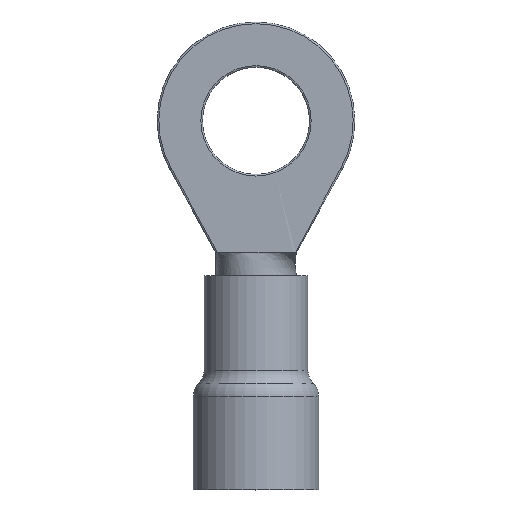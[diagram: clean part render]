
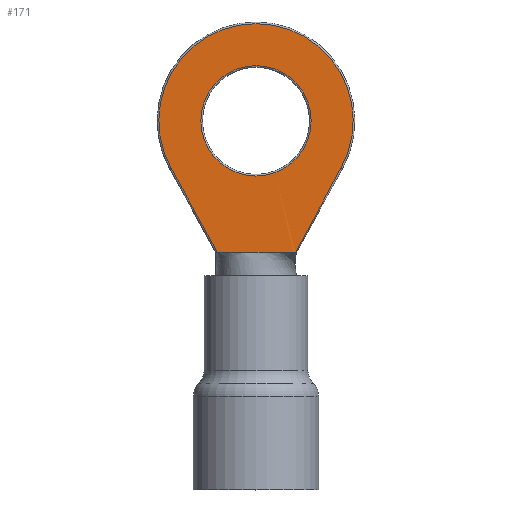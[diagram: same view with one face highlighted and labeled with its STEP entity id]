
A CAD part, top view. The second image highlights one B-rep face of the part: STEP entity #171.
In plain terms, the highlighted planar face has unit normal (0, 0, 1).
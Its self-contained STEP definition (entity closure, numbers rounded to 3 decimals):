
#171=ADVANCED_FACE('',(#1126,#1128),#1130,.T.);
#1126=FACE_BOUND('',#1127,.T.);
#1127=EDGE_LOOP('',(#1419,#1420,#1421,#1422,#1423));
#1128=FACE_BOUND('',#1129,.T.);
#1129=EDGE_LOOP('',(#1424));
#1130=PLANE('',#1131);
#1131=AXIS2_PLACEMENT_3D('',#1132,#1133,#1134);
#1132=CARTESIAN_POINT('',(0.,0.,0.5));
#1133=DIRECTION('',(0.,0.,1.));
#1134=DIRECTION('',(1.,0.,0.));
#1419=ORIENTED_EDGE('',*,*,#1517,.F.);
#1420=ORIENTED_EDGE('',*,*,#1550,.T.);
#1421=ORIENTED_EDGE('',*,*,#1551,.T.);
#1422=ORIENTED_EDGE('',*,*,#1552,.T.);
#1423=ORIENTED_EDGE('',*,*,#1520,.F.);
#1424=ORIENTED_EDGE('',*,*,#1553,.T.);
#1517=EDGE_CURVE('',#1609,#1611,#1612,.F.);
#1520=EDGE_CURVE('',#1611,#1616,#1617,.T.);
#1550=EDGE_CURVE('',#1609,#1664,#1666,.T.);
#1551=EDGE_CURVE('',#1664,#1667,#1668,.T.);
#1552=EDGE_CURVE('',#1667,#1616,#1669,.T.);
#1553=EDGE_CURVE('',#1670,#1670,#1671,.F.);
#1609=VERTEX_POINT('',#2693);
#1611=VERTEX_POINT('',#2726);
#1612=LINE('',#2727,#2728);
#1616=VERTEX_POINT('',#2738);
#1617=LINE('',#2739,#2740);
#1664=VERTEX_POINT('',#3090);
#1666=LINE('',#3095,#3096);
#1667=VERTEX_POINT('',#3098);
#1668=CIRCLE('',#3099,5.9);
#1669=LINE('',#3103,#3104);
#1670=VERTEX_POINT('',#3106);
#1671=CIRCLE('',#3107,3.35);
#2693=CARTESIAN_POINT('',(2.402,-7.99,0.473));
#2726=CARTESIAN_POINT('',(2.271,-7.99,0.5));
#2727=CARTESIAN_POINT('',(2.271,-7.99,0.5));
#2728=VECTOR('',#2729,1.);
#2729=DIRECTION('',(1.,0.,0.));
#2738=CARTESIAN_POINT('',(-2.336,-7.99,0.5));
#2739=CARTESIAN_POINT('',(2.271,-7.99,0.5));
#2740=VECTOR('',#2741,1.);
#2741=DIRECTION('',(-1.,0.,0.));
#3090=CARTESIAN_POINT('',(5.168,-2.846,0.5));
#3095=CARTESIAN_POINT('',(2.336,-7.99,0.5));
#3096=VECTOR('',#3097,1.);
#3097=DIRECTION('',(0.482,0.876,0.));
#3098=CARTESIAN_POINT('',(-5.168,-2.846,0.5));
#3099=AXIS2_PLACEMENT_3D('',#3100,#3101,#3102);
#3100=CARTESIAN_POINT('',(0.,0.,0.5));
#3101=DIRECTION('',(-0.,0.,1.));
#3102=DIRECTION('',(0.876,-0.482,0.));
#3103=CARTESIAN_POINT('',(-5.168,-2.846,0.5));
#3104=VECTOR('',#3105,1.);
#3105=DIRECTION('',(0.482,-0.876,0.));
#3106=CARTESIAN_POINT('',(3.35,0.,0.5));
#3107=AXIS2_PLACEMENT_3D('',#3108,#3109,#3110);
#3108=CARTESIAN_POINT('',(0.,0.,0.5));
#3109=DIRECTION('',(0.,0.,1.));
#3110=DIRECTION('',(1.,0.,0.));
